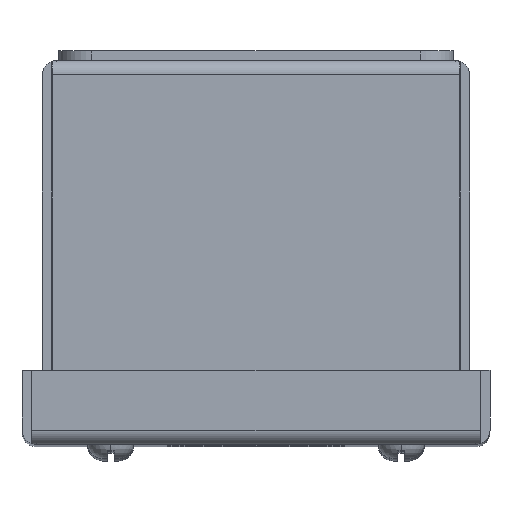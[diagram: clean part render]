
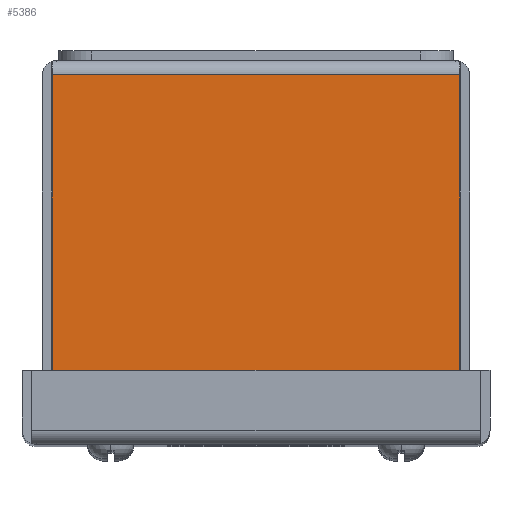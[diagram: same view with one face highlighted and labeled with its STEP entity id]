
A CAD part, top view. The second image highlights one B-rep face of the part: STEP entity #5386.
In plain terms, the highlighted planar face has unit normal (0, 0, 1).
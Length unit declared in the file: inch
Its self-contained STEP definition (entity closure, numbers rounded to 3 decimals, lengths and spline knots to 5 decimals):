
#226 = DIRECTION ( 'NONE',  ( 0., -1., 0. ) ) ;
#258 = EDGE_CURVE ( 'NONE', #2450, #6571, #655, .T. ) ;
#330 = CARTESIAN_POINT ( 'NONE',  ( -1.517, -0.108, 5.125 ) ) ;
#655 = LINE ( 'NONE', #330, #9266 ) ;
#1007 = DIRECTION ( 'NONE',  ( -1., 0., 0. ) ) ;
#1641 = CARTESIAN_POINT ( 'NONE',  ( 1.55221, -2.642, 5.125 ) ) ;
#1757 = VECTOR ( 'NONE', #12574, 39.37008 ) ;
#2450 = VERTEX_POINT ( 'NONE', #8283 ) ;
#2661 = DIRECTION ( 'NONE',  ( 0., 0., -1. ) ) ;
#2767 = VECTOR ( 'NONE', #226, 39.37008 ) ;
#2872 = AXIS2_PLACEMENT_3D ( 'NONE', #6218, #2661, #11053 ) ;
#2896 = EDGE_CURVE ( 'NONE', #6571, #5375, #8622, .T. ) ;
#3125 = VECTOR ( 'NONE', #1007, 39.37008 ) ;
#4096 = FACE_OUTER_BOUND ( 'NONE', #9439, .T. ) ;
#4534 = EDGE_CURVE ( 'NONE', #2450, #14180, #10284, .T. ) ;
#5201 = CARTESIAN_POINT ( 'NONE',  ( -1.55221, 39.37008, 5.125 ) ) ;
#5375 = VERTEX_POINT ( 'NONE', #1641 ) ;
#5386 = ADVANCED_FACE ( 'NONE', ( #4096 ), #13364, .F. ) ;
#5835 = ORIENTED_EDGE ( 'NONE', *, *, #4534, .T. ) ;
#6218 = CARTESIAN_POINT ( 'NONE',  ( 10.781, 0., 5.125 ) ) ;
#6571 = VERTEX_POINT ( 'NONE', #15185 ) ;
#6823 = EDGE_CURVE ( 'NONE', #5375, #14180, #9636, .T. ) ;
#7262 = ORIENTED_EDGE ( 'NONE', *, *, #2896, .F. ) ;
#7777 = DIRECTION ( 'NONE',  ( 1., 0., 0. ) ) ;
#7859 = CARTESIAN_POINT ( 'NONE',  ( -1.55221, -2.642, 5.125 ) ) ;
#8030 = ORIENTED_EDGE ( 'NONE', *, *, #258, .F. ) ;
#8283 = CARTESIAN_POINT ( 'NONE',  ( -1.55221, -0.108, 5.125 ) ) ;
#8622 = LINE ( 'NONE', #12043, #2767 ) ;
#9266 = VECTOR ( 'NONE', #7777, 39.37008 ) ;
#9439 = EDGE_LOOP ( 'NONE', ( #10299, #7262, #8030, #5835 ) ) ;
#9636 = LINE ( 'NONE', #13351, #3125 ) ;
#10284 = LINE ( 'NONE', #5201, #1757 ) ;
#10299 = ORIENTED_EDGE ( 'NONE', *, *, #6823, .F. ) ;
#11053 = DIRECTION ( 'NONE',  ( -1., 0., 0. ) ) ;
#12043 = CARTESIAN_POINT ( 'NONE',  ( 1.55221, 39.37008, 5.125 ) ) ;
#12574 = DIRECTION ( 'NONE',  ( 0., -1., 0. ) ) ;
#13351 = CARTESIAN_POINT ( 'NONE',  ( -1.55221, -2.642, 5.125 ) ) ;
#13364 = PLANE ( 'NONE',  #2872 ) ;
#14180 = VERTEX_POINT ( 'NONE', #7859 ) ;
#15185 = CARTESIAN_POINT ( 'NONE',  ( 1.55221, -0.108, 5.125 ) ) ;
